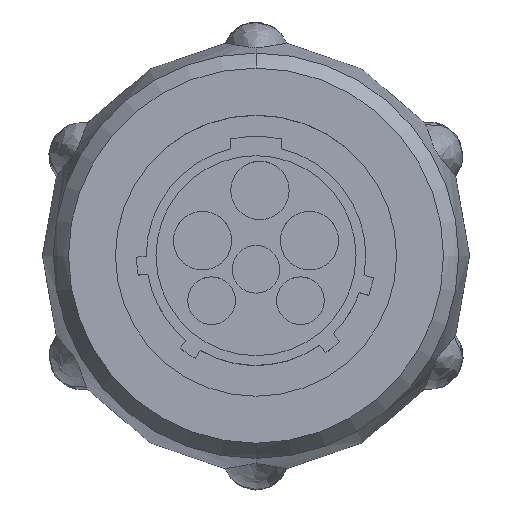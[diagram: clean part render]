
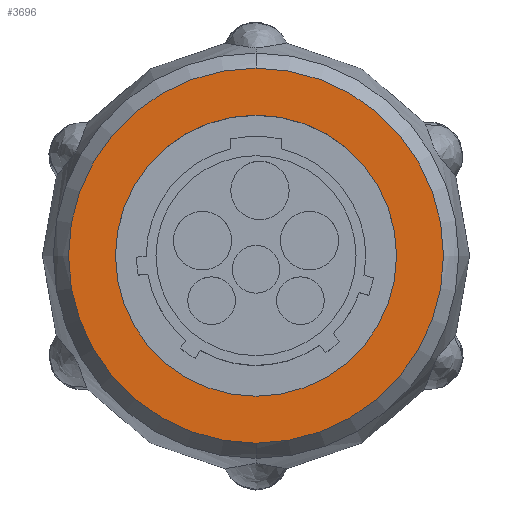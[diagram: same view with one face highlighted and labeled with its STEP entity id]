
A CAD part, top view. The second image highlights one B-rep face of the part: STEP entity #3696.
In plain terms, the highlighted planar face has unit normal (0, 0, 1).
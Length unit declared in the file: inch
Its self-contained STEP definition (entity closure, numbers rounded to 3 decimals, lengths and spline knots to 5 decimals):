
#1353=CARTESIAN_POINT('',(0.,0.,0.78346));
#1354=DIRECTION('',(0.,0.,1.));
#1355=DIRECTION('',(0.,1.,0.));
#1356=AXIS2_PLACEMENT_3D('',#1353,#1354,#1355);
#1358=CARTESIAN_POINT('',(0.,0.,0.78346));
#1359=DIRECTION('',(0.,0.,-1.));
#1360=DIRECTION('',(0.,1.,0.));
#1361=AXIS2_PLACEMENT_3D('',#1358,#1359,#1360);
#1363=CARTESIAN_POINT('',(0.,0.,0.78346));
#1364=DIRECTION('',(0.,0.,-1.));
#1365=DIRECTION('',(0.,1.,0.));
#1366=AXIS2_PLACEMENT_3D('',#1363,#1364,#1365);
#1376=CARTESIAN_POINT('',(0.,0.,0.78346));
#1377=DIRECTION('',(0.,0.,1.));
#1378=DIRECTION('',(0.,1.,0.));
#1379=AXIS2_PLACEMENT_3D('',#1376,#1377,#1378);
#2716=CARTESIAN_POINT('',(0.,0.41229,0.78346));
#2718=VERTEX_POINT('',#2716);
#2719=CARTESIAN_POINT('',(0.,0.30906,0.78346));
#2721=VERTEX_POINT('',#2719);
#2732=CARTESIAN_POINT('',(0.,-0.41229,0.78346));
#2734=VERTEX_POINT('',#2732);
#2735=CARTESIAN_POINT('',(0.,-0.30906,0.78346));
#2737=VERTEX_POINT('',#2735);
#3681=CARTESIAN_POINT('',(0.,0.,0.78346));
#3682=DIRECTION('',(0.,0.,-1.));
#3683=DIRECTION('',(0.,-1.,0.));
#3684=AXIS2_PLACEMENT_3D('',#3681,#3682,#3683);
#3685=PLANE('',#3684);
#3686=ORIENTED_EDGE('',*,*,#3674,.F.);
#3687=ORIENTED_EDGE('',*,*,#3639,.T.);
#3688=EDGE_LOOP('',(#3686,#3687));
#3689=FACE_OUTER_BOUND('',#3688,.F.);
#3691=ORIENTED_EDGE('',*,*,#3690,.F.);
#3693=ORIENTED_EDGE('',*,*,#3692,.T.);
#3694=EDGE_LOOP('',(#3691,#3693));
#3695=FACE_BOUND('',#3694,.F.);
#3696=ADVANCED_FACE('',(#3689,#3695),#3685,.F.);
#1357=CIRCLE('',#1356,0.41229);
#1362=CIRCLE('',#1361,0.41229);
#1367=CIRCLE('',#1366,0.30906);
#1380=CIRCLE('',#1379,0.30906);
#3639=EDGE_CURVE('',#2718,#2734,#1362,.T.);
#3674=EDGE_CURVE('',#2718,#2734,#1357,.T.);
#3690=EDGE_CURVE('',#2721,#2737,#1367,.T.);
#3692=EDGE_CURVE('',#2721,#2737,#1380,.T.);
